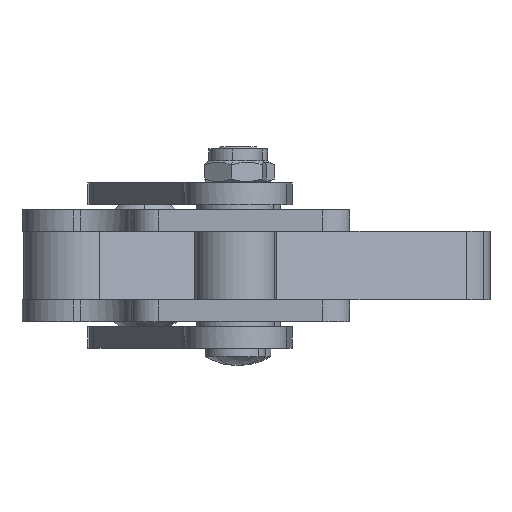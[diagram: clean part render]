
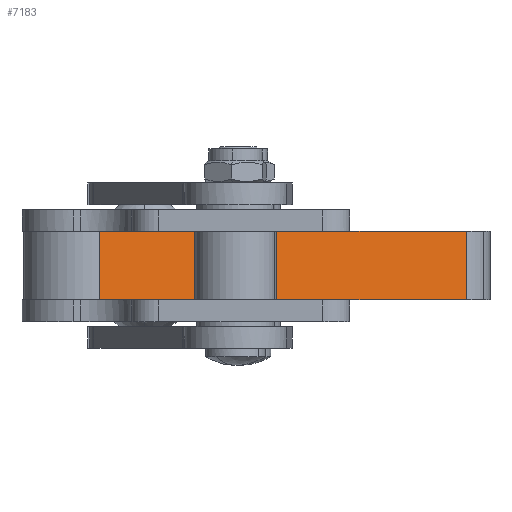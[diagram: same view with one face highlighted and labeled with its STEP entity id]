
A CAD part, front view. The second image highlights one B-rep face of the part: STEP entity #7183.
In plain terms, the highlighted planar face has unit normal (0.433, -0.901, 0).
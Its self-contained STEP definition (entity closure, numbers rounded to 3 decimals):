
#7163=AXIS2_PLACEMENT_3D('Plane Axis2P3D',#7160,#7161,#7162) ;
#2925=CARTESIAN_POINT('Vertex',(12.256,578.27,55.35)) ;
#3945=CARTESIAN_POINT('Vertex',(-61.034,543.075,55.35)) ;
#3948=CARTESIAN_POINT('Line Origine',(-24.389,560.672,55.35)) ;
#5479=CARTESIAN_POINT('Vertex',(12.256,578.27,35.35)) ;
#5482=CARTESIAN_POINT('Line Origine',(-24.389,560.672,35.35)) ;
#5486=CARTESIAN_POINT('Vertex',(-61.034,543.075,35.35)) ;
#6872=CARTESIAN_POINT('Line Origine',(29.353,586.481,55.35)) ;
#6876=CARTESIAN_POINT('Vertex',(46.451,594.691,55.35)) ;
#7078=CARTESIAN_POINT('Vertex',(46.451,594.691,35.35)) ;
#7081=CARTESIAN_POINT('Line Origine',(29.353,586.481,35.35)) ;
#7160=CARTESIAN_POINT('Axis2P3D Location',(53.256,597.959,37.35)) ;
#7165=CARTESIAN_POINT('Line Origine',(46.451,594.691,45.35)) ;
#7170=CARTESIAN_POINT('Line Origine',(-61.034,543.075,45.35)) ;
#3949=DIRECTION('Vector Direction',(-0.901,-0.433,0.)) ;
#5483=DIRECTION('Vector Direction',(0.901,0.433,0.)) ;
#6873=DIRECTION('Vector Direction',(-0.901,-0.433,0.)) ;
#7082=DIRECTION('Vector Direction',(0.901,0.433,0.)) ;
#7161=DIRECTION('Axis2P3D Direction',(0.433,-0.901,0.)) ;
#7162=DIRECTION('Axis2P3D XDirection',(0.,0.,-1.)) ;
#7166=DIRECTION('Vector Direction',(0.,0.,1.)) ;
#7171=DIRECTION('Vector Direction',(0.,0.,-1.)) ;
#3950=VECTOR('Line Direction',#3949,1.) ;
#5484=VECTOR('Line Direction',#5483,1.) ;
#6874=VECTOR('Line Direction',#6873,1.) ;
#7083=VECTOR('Line Direction',#7082,1.) ;
#7167=VECTOR('Line Direction',#7166,1.) ;
#7172=VECTOR('Line Direction',#7171,1.) ;
#7176=ORIENTED_EDGE('',*,*,#7169,.T.) ;
#7177=ORIENTED_EDGE('',*,*,#6878,.T.) ;
#7178=ORIENTED_EDGE('',*,*,#3952,.T.) ;
#7179=ORIENTED_EDGE('',*,*,#7174,.T.) ;
#7180=ORIENTED_EDGE('',*,*,#5488,.T.) ;
#7181=ORIENTED_EDGE('',*,*,#7085,.T.) ;
#7183=ADVANCED_FACE('MODULSPANNER_TS_V_HD_2500_BW20_2_51_357842',(#7182),#7164,.T.) ;
#3952=EDGE_CURVE('',#2926,#3946,#3951,.T.) ;
#5488=EDGE_CURVE('',#5487,#5480,#5485,.T.) ;
#6878=EDGE_CURVE('',#6877,#2926,#6875,.T.) ;
#7085=EDGE_CURVE('',#5480,#7079,#7084,.T.) ;
#7169=EDGE_CURVE('',#7079,#6877,#7168,.T.) ;
#7174=EDGE_CURVE('',#3946,#5487,#7173,.T.) ;
#7175=EDGE_LOOP('',(#7176,#7177,#7178,#7179,#7180,#7181)) ;
#7182=FACE_OUTER_BOUND('',#7175,.T.) ;
#3951=LINE('Line',#3948,#3950) ;
#5485=LINE('Line',#5482,#5484) ;
#6875=LINE('Line',#6872,#6874) ;
#7084=LINE('Line',#7081,#7083) ;
#7168=LINE('Line',#7165,#7167) ;
#7173=LINE('Line',#7170,#7172) ;
#7164=PLANE('Plane',#7163) ;
#2926=VERTEX_POINT('',#2925) ;
#3946=VERTEX_POINT('',#3945) ;
#5480=VERTEX_POINT('',#5479) ;
#5487=VERTEX_POINT('',#5486) ;
#6877=VERTEX_POINT('',#6876) ;
#7079=VERTEX_POINT('',#7078) ;
